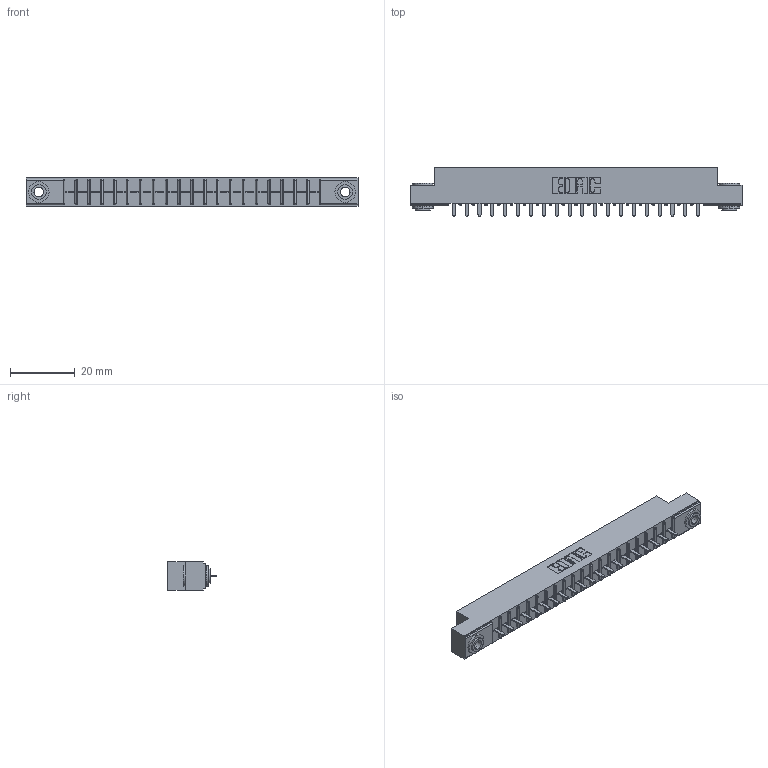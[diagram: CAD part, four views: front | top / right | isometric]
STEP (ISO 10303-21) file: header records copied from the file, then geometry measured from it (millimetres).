
FILE_DESCRIPTION (( 'STEP AP203' ), '1' );
FILE_NAME ('356-020-421-103.STEP', '2020-09-23T14:35:03', ( '' ), ( '' ), 'SwSTEP 2.0', 'SolidWorks 2020', '' );
FILE_SCHEMA (( 'CONFIG_CONTROL_DESIGN' ));
Length unit declared in the file: inch
Products named in the file (4): 306 Part_.156 Dia; 306-290-001_121; 345-250-002_345-250-002-102; 356-020-421-103
Assembly tree (23 placements, depth 2):
  356-020-421-103
    306 Part_.156 Dia
    306-290-001_121  x20
    345-250-002_345-250-002-102  x2
Bounding box: 102.26 x 14.88 x 8.71 mm (x, y, z)
Volume: 6956.6 mm3; surface area: 10345.3 mm2
Topology: 23 solids, 23 shells, 1568 faces, 4368 edges, 2800 vertices
Faces by surface type: plane 1032, cylinder 448, sphere 80, cone 8
Entity records: 22522 total; most frequent: CARTESIAN_POINT 3756, DIRECTION 3720, ORIENTED_EDGE 3712, EDGE_CURVE 1856, VECTOR 1432, LINE 1432, VERTEX_POINT 1180, AXIS2_PLACEMENT_3D 1144
